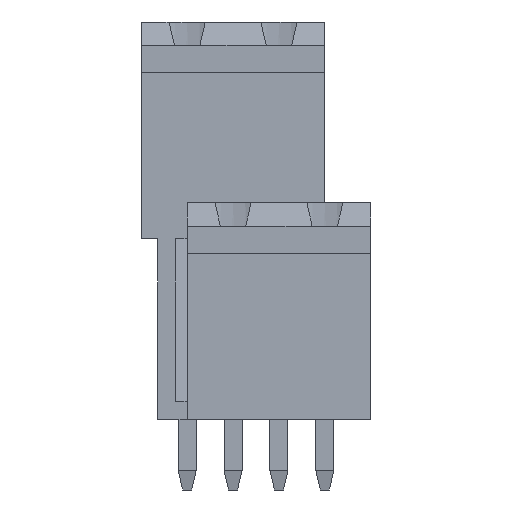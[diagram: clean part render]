
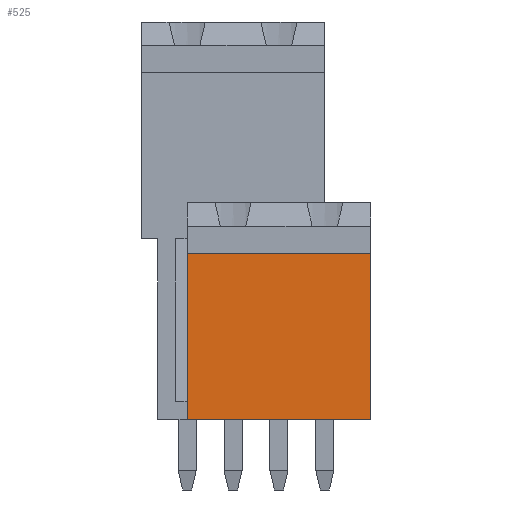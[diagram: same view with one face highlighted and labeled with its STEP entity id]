
A CAD part, front view. The second image highlights one B-rep face of the part: STEP entity #525.
In plain terms, the highlighted planar face has unit normal (0, -1, 0).
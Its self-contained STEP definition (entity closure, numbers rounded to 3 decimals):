
#525 = ADVANCED_FACE( '', ( #1112 ), #1113, .F. );
#1112 = FACE_OUTER_BOUND( '', #1780, .T. );
#1113 = PLANE( '', #1781 );
#1780 = EDGE_LOOP( '', ( #3121, #3122, #3123, #3124 ) );
#1781 = AXIS2_PLACEMENT_3D( '', #3125, #3126, #3127 );
#3121 = ORIENTED_EDGE( '', *, *, #4707, .F. );
#3122 = ORIENTED_EDGE( '', *, *, #4708, .F. );
#3123 = ORIENTED_EDGE( '', *, *, #4709, .F. );
#3124 = ORIENTED_EDGE( '', *, *, #4443, .F. );
#3125 = CARTESIAN_POINT( '', ( 0., -18.85, 0. ) );
#3126 = DIRECTION( '', ( 0., 1., 0. ) );
#3127 = DIRECTION( '', ( 0., 0., 1. ) );
#4443 = EDGE_CURVE( '', #5461, #5463, #5464, .T. );
#4707 = EDGE_CURVE( '', #5866, #5461, #5867, .T. );
#4708 = EDGE_CURVE( '', #5868, #5866, #5869, .T. );
#4709 = EDGE_CURVE( '', #5463, #5868, #5870, .T. );
#5461 = VERTEX_POINT( '', #6875 );
#5463 = VERTEX_POINT( '', #6878 );
#5464 = LINE( '', #6879, #6880 );
#5866 = VERTEX_POINT( '', #7480 );
#5867 = LINE( '', #7481, #7482 );
#5868 = VERTEX_POINT( '', #7483 );
#5869 = LINE( '', #7484, #7485 );
#5870 = LINE( '', #7486, #7487 );
#6875 = CARTESIAN_POINT( '', ( -2.54, -18.85, -1.8 ) );
#6878 = CARTESIAN_POINT( '', ( 7.62, -18.85, -1.8 ) );
#6879 = CARTESIAN_POINT( '', ( -2.54, -18.85, -1.8 ) );
#6880 = VECTOR( '', #8181, 1000. );
#7480 = CARTESIAN_POINT( '', ( -2.54, -18.85, -11. ) );
#7481 = CARTESIAN_POINT( '', ( -2.54, -18.85, -11. ) );
#7482 = VECTOR( '', #8425, 1000. );
#7483 = CARTESIAN_POINT( '', ( 7.62, -18.85, -11. ) );
#7484 = CARTESIAN_POINT( '', ( 7.62, -18.85, -11. ) );
#7485 = VECTOR( '', #8426, 1000. );
#7486 = CARTESIAN_POINT( '', ( 7.62, -18.85, -1.8 ) );
#7487 = VECTOR( '', #8427, 1000. );
#8181 = DIRECTION( '', ( 1., 0., 0. ) );
#8425 = DIRECTION( '', ( 0., 0., 1. ) );
#8426 = DIRECTION( '', ( -1., 0., 0. ) );
#8427 = DIRECTION( '', ( 0., 0., -1. ) );
